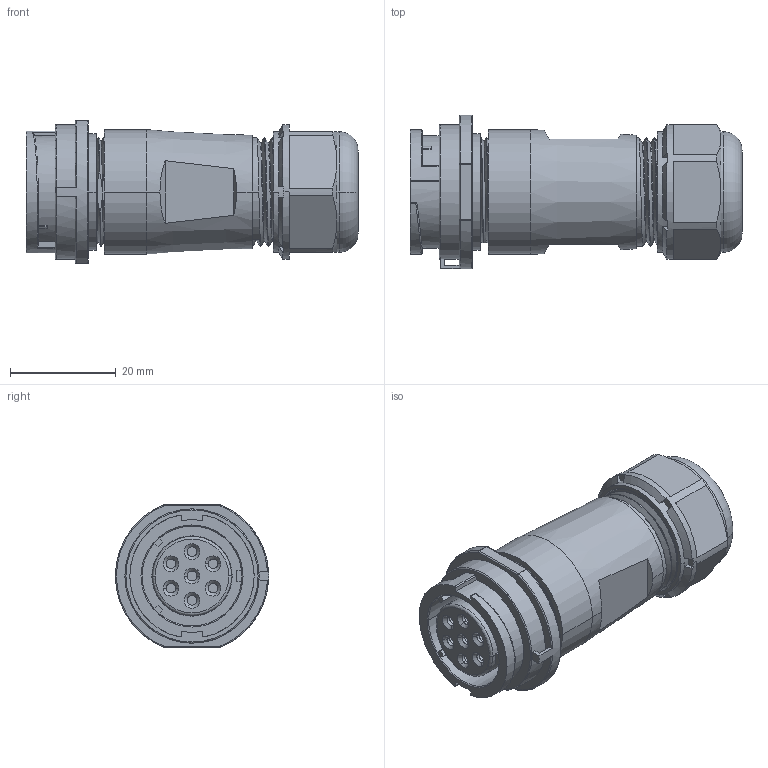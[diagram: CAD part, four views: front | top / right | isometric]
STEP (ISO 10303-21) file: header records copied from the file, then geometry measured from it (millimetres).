
FILE_DESCRIPTION((''),'2;1');
FILE_NAME('SY2111_S4','2016-11-30T',('Administrator'),(''),'PRO/ENGINEER BY PARAMETRIC TECHNOLOGY CORPORATION, 2015240','PRO/ENGINEER BY PARAMETRIC TECHNOLOGY CORPORATION, 2015240','');
FILE_SCHEMA(('CONFIG_CONTROL_DESIGN'));
Length unit declared in the file: millimetre
Products named in the file (1): SY2111_S4
Bounding box: 62.8 x 29 x 27 mm (x, y, z)
Volume: 22356.3 mm3; surface area: 10007.7 mm2
Topology: 1 solids, 1 shells, 343 faces, 883 edges, 572 vertices
Faces by surface type: plane 139, cylinder 105, cone 52, bspline 22, torus 15, sphere 10
Entity records: 12955 total; most frequent: CARTESIAN_POINT 4725, ORIENTED_EDGE 1746, DIRECTION 1678, EDGE_CURVE 873, AXIS2_PLACEMENT_3D 688, VERTEX_POINT 572, EDGE_LOOP 385, CIRCLE 367
